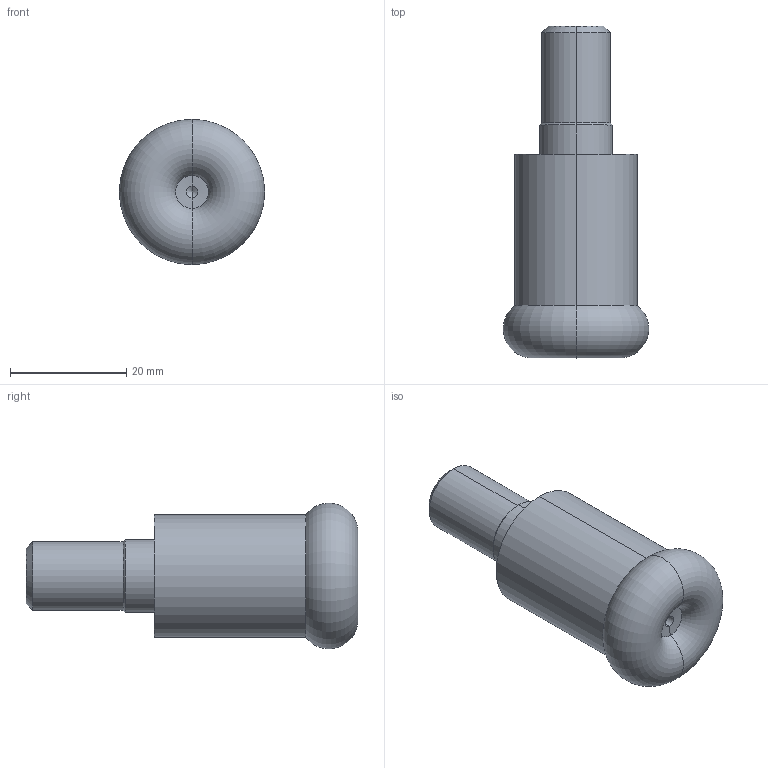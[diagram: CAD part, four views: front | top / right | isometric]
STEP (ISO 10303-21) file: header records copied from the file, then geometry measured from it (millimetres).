
FILE_DESCRIPTION (( 'STEP AP203' ), '1' );
FILE_NAME ('S809-25-35-03-10-.STEP', '2019-04-05T08:55:05', ( '' ), ( '' ), 'SwSTEP 2.0', 'SolidWorks 2018', '' );
FILE_SCHEMA (( 'CONFIG_CONTROL_DESIGN' ));
Length unit declared in the file: millimetre
Products named in the file (1): S809-25-35-03-10-
Bounding box: 24.97 x 57 x 24.97 mm (x, y, z)
Volume: 15102.5 mm3; surface area: 3981.9 mm2
Topology: 1 solids, 1 shells, 24 faces, 50 edges, 26 vertices
Faces by surface type: cylinder 10, cone 10, torus 2, plane 2
Entity records: 681 total; most frequent: DIRECTION 122, CARTESIAN_POINT 97, ORIENTED_EDGE 92, AXIS2_PLACEMENT_3D 51, EDGE_CURVE 46, CIRCLE 26, EDGE_LOOP 26, VERTEX_POINT 26
